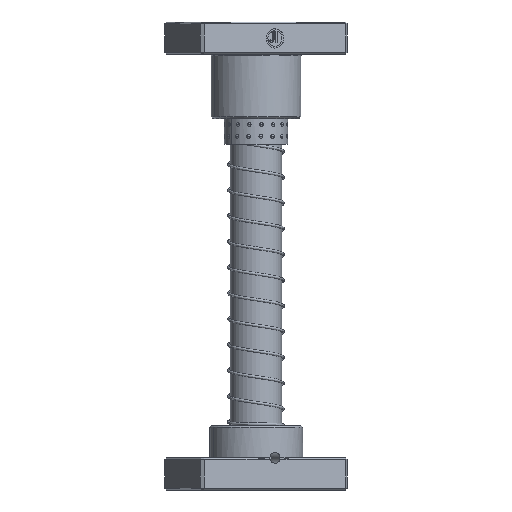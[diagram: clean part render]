
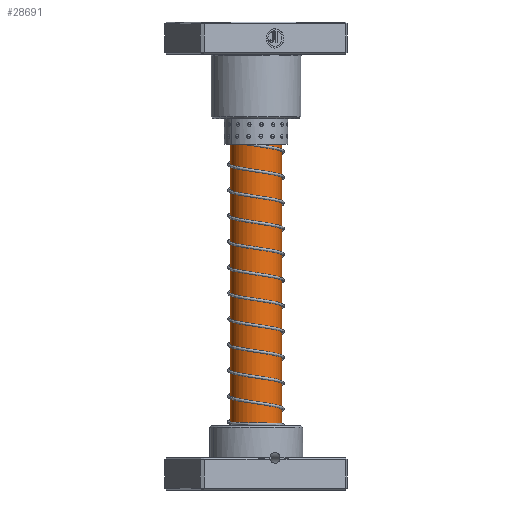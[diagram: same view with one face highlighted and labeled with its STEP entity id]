
A CAD part, front view. The second image highlights one B-rep face of the part: STEP entity #28691.
In plain terms, the highlighted cylindrical face has radius 16 mm (diameter 32 mm), a partial arc.
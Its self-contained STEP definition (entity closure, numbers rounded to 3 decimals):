
#431 = VERTEX_POINT ( 'NONE', #14491 ) ;
#694 = ORIENTED_EDGE ( 'NONE', *, *, #27095, .T. ) ;
#1136 = DIRECTION ( 'NONE',  ( 0., 0., -1. ) ) ;
#1507 = DIRECTION ( 'NONE',  ( 0., 0., -1. ) ) ;
#2166 = AXIS2_PLACEMENT_3D ( 'NONE', #23133, #1507, #26810 ) ;
#2309 = VERTEX_POINT ( 'NONE', #32868 ) ;
#2785 = EDGE_CURVE ( 'NONE', #2309, #42214, #35995, .T. ) ;
#2831 = FACE_OUTER_BOUND ( 'NONE', #37193, .T. ) ;
#3069 = DIRECTION ( 'NONE',  ( 0., 0., -1. ) ) ;
#3398 = DIRECTION ( 'NONE',  ( 0., 0., -1. ) ) ;
#4829 = CARTESIAN_POINT ( 'NONE',  ( 0., 0., 257.5 ) ) ;
#5832 = LINE ( 'NONE', #17272, #33591 ) ;
#6534 = CIRCLE ( 'NONE', #2166, 16. ) ;
#8358 = CARTESIAN_POINT ( 'NONE',  ( 0., 0., 260. ) ) ;
#8461 = DIRECTION ( 'NONE',  ( 1., 0., 0. ) ) ;
#11971 = DIRECTION ( 'NONE',  ( -1., 0., 0. ) ) ;
#12063 = AXIS2_PLACEMENT_3D ( 'NONE', #4829, #30134, #8461 ) ;
#14249 = EDGE_CURVE ( 'NONE', #42214, #41652, #6534, .T. ) ;
#14491 = CARTESIAN_POINT ( 'NONE',  ( -16., 0., 257.5 ) ) ;
#15463 = AXIS2_PLACEMENT_3D ( 'NONE', #8358, #1136, #11971 ) ;
#17272 = CARTESIAN_POINT ( 'NONE',  ( -16., 0., 260. ) ) ;
#17946 = CIRCLE ( 'NONE', #12063, 16. ) ;
#23133 = CARTESIAN_POINT ( 'NONE',  ( 0., 0., 24. ) ) ;
#25335 = CARTESIAN_POINT ( 'NONE',  ( 16., 0., 24. ) ) ;
#25574 = ORIENTED_EDGE ( 'NONE', *, *, #26797, .T. ) ;
#25702 = CARTESIAN_POINT ( 'NONE',  ( -16., 0., 24. ) ) ;
#26364 = VECTOR ( 'NONE', #3398, 1000. ) ;
#26797 = EDGE_CURVE ( 'NONE', #2309, #431, #17946, .T. ) ;
#26810 = DIRECTION ( 'NONE',  ( -1., 0., 0. ) ) ;
#27095 = EDGE_CURVE ( 'NONE', #431, #41652, #5832, .T. ) ;
#28639 = ORIENTED_EDGE ( 'NONE', *, *, #2785, .F. ) ;
#28691 = ADVANCED_FACE ( 'NONE', ( #2831 ), #40230, .T. ) ;
#30134 = DIRECTION ( 'NONE',  ( 0., 0., -1. ) ) ;
#32868 = CARTESIAN_POINT ( 'NONE',  ( 16., 0., 257.5 ) ) ;
#33591 = VECTOR ( 'NONE', #3069, 1000. ) ;
#35995 = LINE ( 'NONE', #39489, #26364 ) ;
#37193 = EDGE_LOOP ( 'NONE', ( #28639, #25574, #694, #43919 ) ) ;
#39489 = CARTESIAN_POINT ( 'NONE',  ( 16., 0., 260. ) ) ;
#40230 = CYLINDRICAL_SURFACE ( 'NONE', #15463, 16. ) ;
#41652 = VERTEX_POINT ( 'NONE', #25702 ) ;
#42214 = VERTEX_POINT ( 'NONE', #25335 ) ;
#43919 = ORIENTED_EDGE ( 'NONE', *, *, #14249, .F. ) ;
